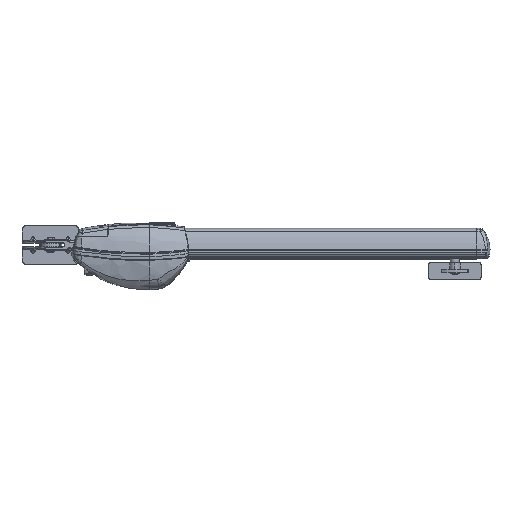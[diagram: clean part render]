
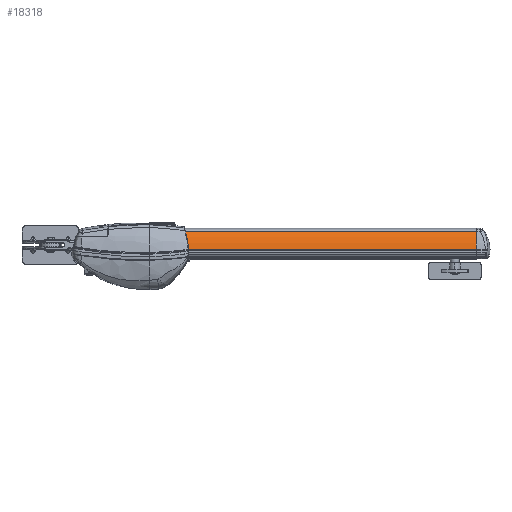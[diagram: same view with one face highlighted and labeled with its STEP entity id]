
A CAD part, top view. The second image highlights one B-rep face of the part: STEP entity #18318.
In plain terms, the highlighted cylindrical face has radius 105 mm (diameter 210 mm), a partial arc.
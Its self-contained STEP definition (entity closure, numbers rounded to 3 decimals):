
#1279 = CARTESIAN_POINT ( 'NONE',  ( 75., -23.101, -68.954 ) ) ;
#9662 = DIRECTION ( 'NONE',  ( 1., 0., 0. ) ) ;
#11798 = VERTEX_POINT ( 'NONE', #70750 ) ;
#14908 = CIRCLE ( 'NONE', #55614, 105. ) ;
#16727 = AXIS2_PLACEMENT_3D ( 'NONE', #61908, #9662, #22407 ) ;
#17671 = CARTESIAN_POINT ( 'NONE',  ( 75., -23.101, -68.954 ) ) ;
#18318 = ADVANCED_FACE ( 'NONE', ( #75076 ), #70380, .T. ) ;
#18797 = CARTESIAN_POINT ( 'NONE',  ( 75., 31.221, 20.902 ) ) ;
#20858 = EDGE_CURVE ( 'NONE', #72762, #42527, #14908, .T. ) ;
#22407 = DIRECTION ( 'NONE',  ( 0., 0., -1. ) ) ;
#23067 = VECTOR ( 'NONE', #71833, 1000. ) ;
#23436 = EDGE_CURVE ( 'NONE', #42527, #11798, #58067, .T. ) ;
#25760 = DIRECTION ( 'NONE',  ( 1., 0., 0. ) ) ;
#30005 = DIRECTION ( 'NONE',  ( 1., 0., 0. ) ) ;
#30423 = ORIENTED_EDGE ( 'NONE', *, *, #73913, .T. ) ;
#30668 = CARTESIAN_POINT ( 'NONE',  ( 747., 31.222, 20.901 ) ) ;
#33539 = DIRECTION ( 'NONE',  ( 1., 0., 0. ) ) ;
#35720 = ORIENTED_EDGE ( 'NONE', *, *, #23436, .T. ) ;
#38889 = VERTEX_POINT ( 'NONE', #30668 ) ;
#41300 = EDGE_CURVE ( 'NONE', #38889, #11798, #65610, .T. ) ;
#42527 = VERTEX_POINT ( 'NONE', #79501 ) ;
#45486 = LINE ( 'NONE', #58246, #23067 ) ;
#48833 = CARTESIAN_POINT ( 'NONE',  ( 75., -9.942, 35.218 ) ) ;
#49561 = DIRECTION ( 'NONE',  ( 0., 0., -1. ) ) ;
#52680 = ORIENTED_EDGE ( 'NONE', *, *, #41300, .F. ) ;
#55614 = AXIS2_PLACEMENT_3D ( 'NONE', #1279, #33539, #72669 ) ;
#58067 = LINE ( 'NONE', #48833, #78862 ) ;
#58246 = CARTESIAN_POINT ( 'NONE',  ( 75., 31.221, 20.902 ) ) ;
#61908 = CARTESIAN_POINT ( 'NONE',  ( 747., -23.101, -68.954 ) ) ;
#65227 = EDGE_LOOP ( 'NONE', ( #35720, #52680, #30423, #72465 ) ) ;
#65610 = CIRCLE ( 'NONE', #16727, 105. ) ;
#69506 = AXIS2_PLACEMENT_3D ( 'NONE', #17671, #30005, #49561 ) ;
#70380 = CYLINDRICAL_SURFACE ( 'NONE', #69506, 105. ) ;
#70750 = CARTESIAN_POINT ( 'NONE',  ( 747., -9.942, 35.218 ) ) ;
#71833 = DIRECTION ( 'NONE',  ( -1., 0., 0. ) ) ;
#72465 = ORIENTED_EDGE ( 'NONE', *, *, #20858, .T. ) ;
#72669 = DIRECTION ( 'NONE',  ( 0., 0., -1. ) ) ;
#72762 = VERTEX_POINT ( 'NONE', #18797 ) ;
#73913 = EDGE_CURVE ( 'NONE', #38889, #72762, #45486, .T. ) ;
#75076 = FACE_OUTER_BOUND ( 'NONE', #65227, .T. ) ;
#78862 = VECTOR ( 'NONE', #25760, 1000. ) ;
#79501 = CARTESIAN_POINT ( 'NONE',  ( 75., -9.942, 35.218 ) ) ;
